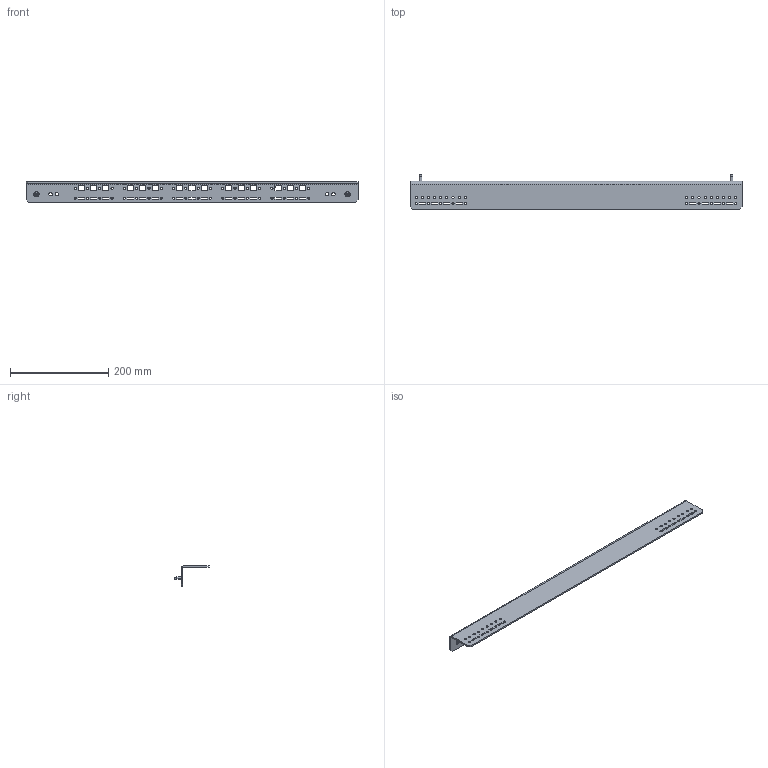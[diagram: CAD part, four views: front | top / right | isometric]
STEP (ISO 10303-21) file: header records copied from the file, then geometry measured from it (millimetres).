
FILE_DESCRIPTION (( 'STEP AP203' ), '1' );
FILE_NAME ('UR16704060000 Êîìïëåêò ìîíòàæíûõ øèí 42õ57õ675 äëÿ 19-äþéìîâîãî îáîðóäîâàíèÿ RS52 (2øò) (000.801.622-04) .STEP', '2022-04-26T06:37:48', ( '' ), ( '' ), 'SwSTEP 2.0', 'SolidWorks 2017', '' );
FILE_SCHEMA (( 'CONFIG_CONTROL_DESIGN' ));
Length unit declared in the file: millimetre
Products named in the file (3): Âèíò DIN 7500 M TORX_Œ5å16; 026-702 Ìîíòàæíàÿ øèíà 42õ57_04; UR16704060000 Êîìïëåêò ìîíòàæíûõ øèí 42õ57õ675 äëÿ 19-äþéìîâîãî îáîðóäîâàíèÿ RS52 (2øò) (000.801.622-04) 
Assembly tree (3 placements, depth 2):
  UR16704060000 Êîìïëåêò ìîíòàæíûõ øèí 42õ57õ675 äëÿ 19-äþéìîâîãî îáîðóäîâàíèÿ RS52 (2øò) (000.801.622-04) 
    026-702 Ìîíòàæíàÿ øèíà 42õ57_04
    Âèíò DIN 7500 M TORX_Œ5å16  x2
Bounding box: 675 x 70.2 x 42 mm (x, y, z)
Volume: 177416.3 mm3; surface area: 130864.9 mm2
Topology: 3 solids, 3 shells, 410 faces, 1174 edges, 772 vertices
Faces by surface type: cylinder 216, plane 174, cone 12, torus 8
Entity records: 12934 total; most frequent: DIRECTION 2185, CARTESIAN_POINT 2133, ORIENTED_EDGE 2122, EDGE_CURVE 1061, AXIS2_PLACEMENT_3D 752, VERTEX_POINT 700, LINE 681, VECTOR 681
